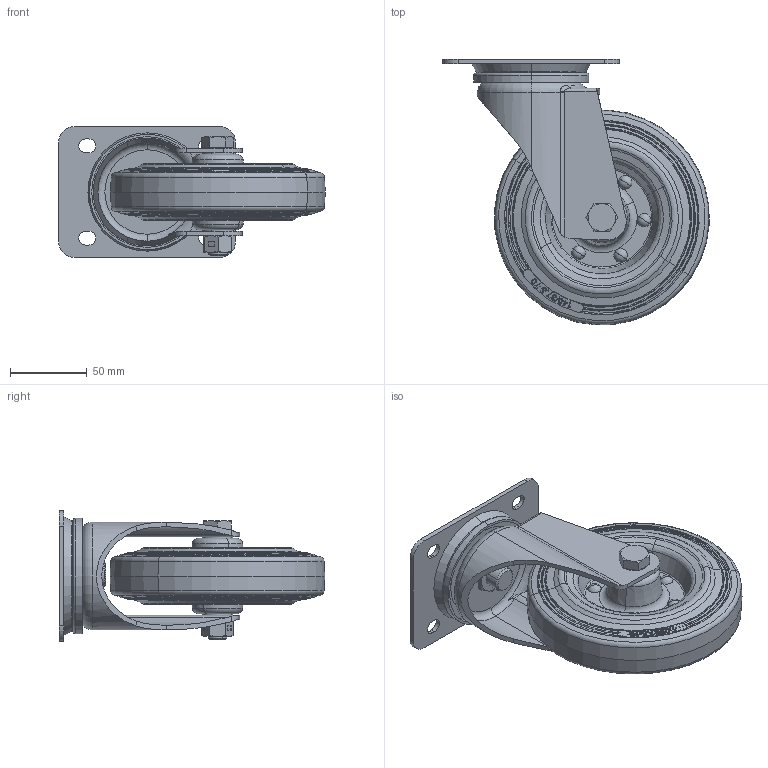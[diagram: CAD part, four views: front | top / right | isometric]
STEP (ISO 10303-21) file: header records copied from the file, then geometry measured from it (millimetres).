
FILE_DESCRIPTION (( 'STEP AP214' ), '1' );
FILE_NAME ('0029818_L-IS-SGS-140-R-3_(A-02).step', '2019-02-27T15:02:20', ( '' ), ( '' ), 'SwSTEP 2.0', 'SolidWorks 2018', '' );
FILE_SCHEMA (( 'AUTOMOTIVE_DESIGN' ));
Length unit declared in the file: millimetre
Products named in the file (1): 0029818_L-IS-SGS-140-R-3_(A-02)
Bounding box: 173.36 x 172.86 x 85 mm (x, y, z)
Surface area: 129829.1 mm2 (no closed solid volume)
Topology: 0 solids, 45 shells, 567 faces, 1558 edges, 1017 vertices
Faces by surface type: plane 197, cone 104, torus 100, bspline 90, cylinder 76
Entity records: 26299 total; most frequent: CARTESIAN_POINT 6883, ORIENTED_EDGE 2646, DIRECTION 2470, EDGE_CURVE 1534, VERTEX_POINT 1017, AXIS2_PLACEMENT_3D 994, EDGE_LOOP 625, UNCERTAINTY_MEASURE_WITH_UNIT 576
